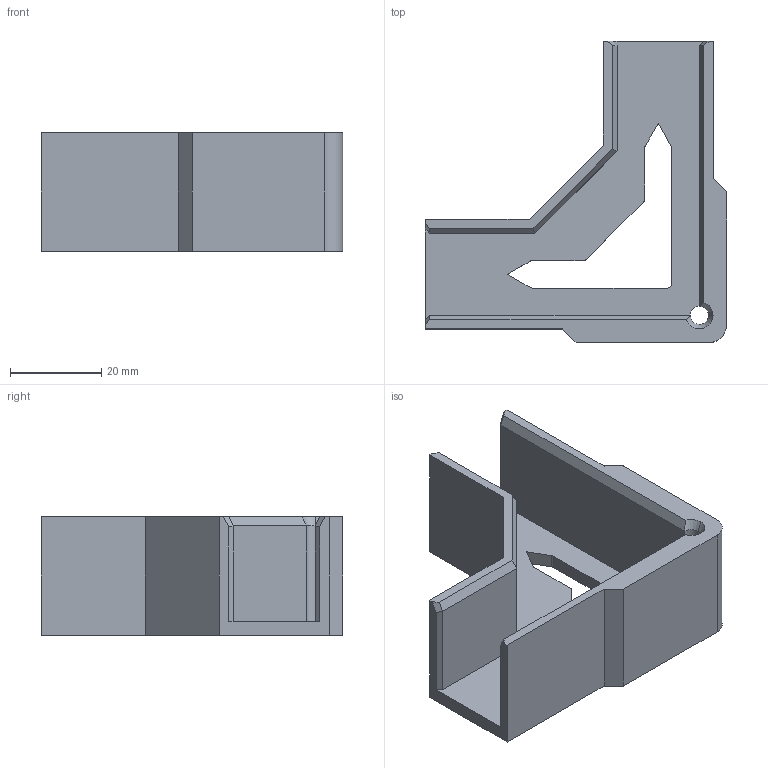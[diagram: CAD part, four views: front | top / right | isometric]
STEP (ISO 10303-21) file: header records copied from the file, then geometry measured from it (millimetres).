
FILE_DESCRIPTION(('FreeCAD Model'),'2;1');
FILE_NAME('Open CASCADE Shape Model','2026-01-13T20:55:21',(''),(''), 'Open CASCADE STEP processor 7.8','FreeCAD','Unknown');
FILE_SCHEMA(('AUTOMOTIVE_DESIGN { 1 0 10303 214 1 1 1 1 }'));
Length unit declared in the file: millimetre
Products named in the file (1): Uchwyt Narożny stolarski
Bounding box: 66 x 66 x 26 mm (x, y, z)
Volume: 24296.6 mm3; surface area: 15191.6 mm2
Topology: 1 solids, 1 shells, 286 faces, 820 edges, 545 vertices
Faces by surface type: extrusion 167, plane 108, cylinder 9, cone 2
Full cylindrical faces by diameter (mm): 4 x1
Entity records: 9532 total; most frequent: CARTESIAN_POINT 2654, ORIENTED_EDGE 1640, DIRECTION 917, EDGE_CURVE 820, VECTOR 629, VERTEX_POINT 545, B_SPLINE_CURVE_WITH_KNOTS 501, LINE 462
